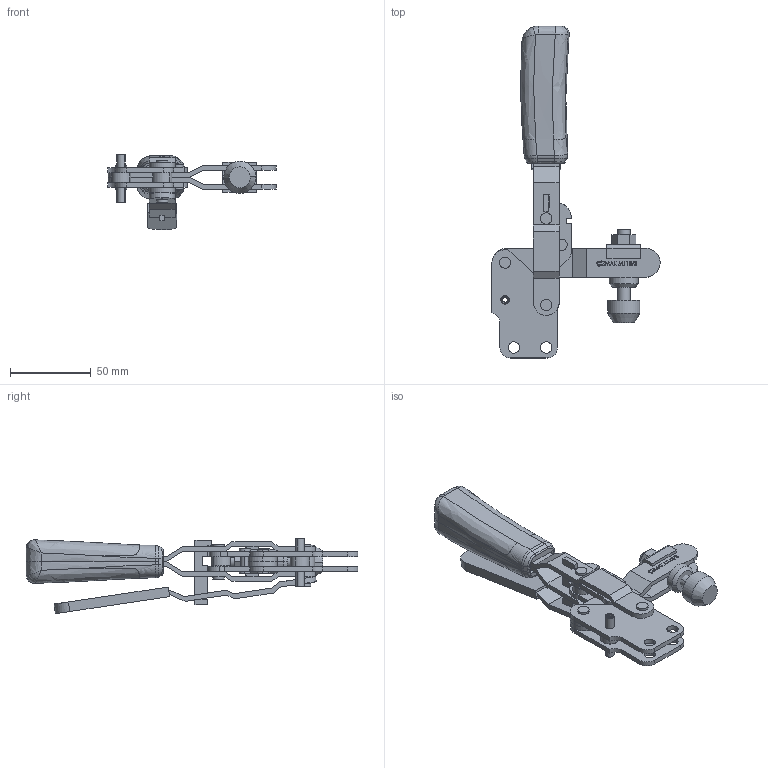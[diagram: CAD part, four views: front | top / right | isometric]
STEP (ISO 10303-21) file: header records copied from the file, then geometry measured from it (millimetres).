
FILE_DESCRIPTION (( 'STEP AP214' ), '1' );
FILE_NAME ('M11S-3.STEP', '2021-12-21T05:34:53', ( '' ), ( '' ), 'SwSTEP 2.0', 'SolidWorks 2015', '' );
FILE_SCHEMA (( 'AUTOMOTIVE_DESIGN' ));
Length unit declared in the file: millimetre
Products named in the file (21): 802S-3-9; 802S-3-3; 802S-3-11; 802S-3-5; 802S-3-7; 802S-3-6; 802S-3-18; 802S-3-1; 802S-3-19; 802S-3-11_2; 802S-3-4; 802S-3-2; 802S-3-14; 802S-3-8; 802S-3-10; 802S-3-12; 802S-3-13; 3; M11S-3; 802S-3-15; 802S-3-17
Assembly tree (25 placements, depth 2):
  M11S-3
    802S-3-4  x2
    802S-3-10  x3
    802S-3-6
    802S-3-5
    802S-3-7
    802S-3-11_2
    802S-3-11
    802S-3-1  x3
    802S-3-3
    802S-3-19
    802S-3-18
    802S-3-17
    802S-3-9
    802S-3-14
    802S-3-13
    802S-3-12
    802S-3-8
    802S-3-15
    802S-3-2
    3
Bounding box: 104.2 x 205.54 x 46.65 mm (x, y, z)
Volume: 115590 mm3; surface area: 62005.7 mm2
Topology: 25 solids, 25 shells, 593 faces, 1496 edges, 978 vertices
Faces by surface type: plane 309, cylinder 152, bspline 107, cone 25
Entity records: 27639 total; most frequent: CARTESIAN_POINT 8613, ORIENTED_EDGE 2686, DIRECTION 2264, EDGE_CURVE 1343, VERTEX_POINT 878, VECTOR 858, LINE 858, AXIS2_PLACEMENT_3D 703
